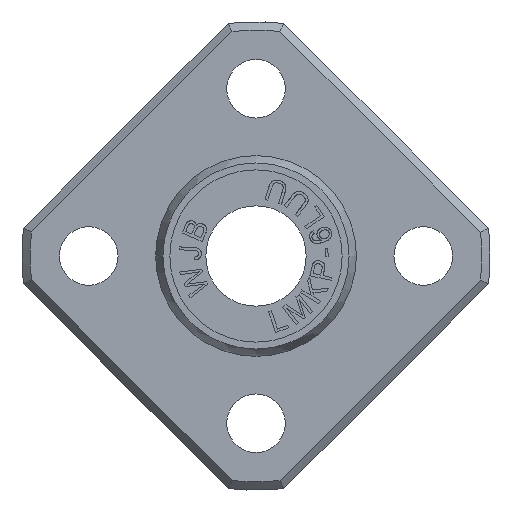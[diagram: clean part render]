
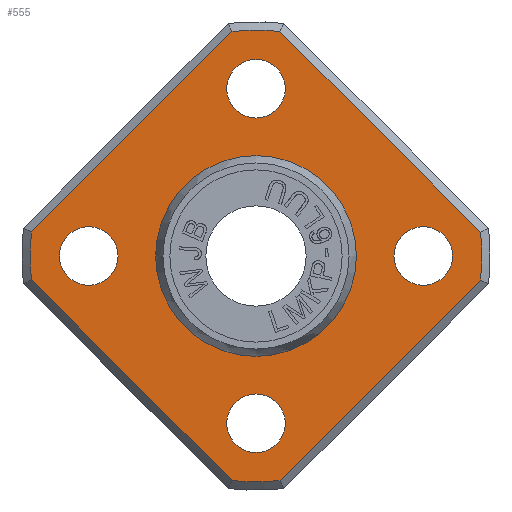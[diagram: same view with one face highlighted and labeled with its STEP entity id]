
A CAD part, left-side view. The second image highlights one B-rep face of the part: STEP entity #555.
In plain terms, the highlighted planar face has unit normal (-1, 0, 0).
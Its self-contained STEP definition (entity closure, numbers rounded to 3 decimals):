
#555=ADVANCED_FACE('',(#1306,#1307,#1308,#1309,#1310,#1311),#931,.T.);
#931=PLANE('',#6881);
#1198=CIRCLE('',#6858,13.5);
#1201=CIRCLE('',#6862,13.5);
#1202=CIRCLE('',#6864,13.5);
#1204=CIRCLE('',#6867,13.5);
#1209=CIRCLE('',#6876,1.75);
#1210=CIRCLE('',#6877,5.809);
#1211=CIRCLE('',#6878,1.75);
#1212=CIRCLE('',#6879,1.75);
#1213=CIRCLE('',#6880,1.75);
#1306=FACE_BOUND('',#1432,.T.);
#1307=FACE_BOUND('',#1433,.T.);
#1308=FACE_BOUND('',#1434,.T.);
#1309=FACE_BOUND('',#1435,.T.);
#1310=FACE_BOUND('',#1436,.T.);
#1311=FACE_BOUND('',#1437,.T.);
#1432=EDGE_LOOP('',(#2566));
#1433=EDGE_LOOP('',(#2567));
#1434=EDGE_LOOP('',(#2568));
#1435=EDGE_LOOP('',(#2569));
#1436=EDGE_LOOP('',(#2570));
#1437=EDGE_LOOP('',(#2571,#2572,#2573,#2574,#2575,#2576,#2577,#2578));
#2566=ORIENTED_EDGE('',*,*,#5077,.F.);
#2567=ORIENTED_EDGE('',*,*,#5078,.T.);
#2568=ORIENTED_EDGE('',*,*,#5079,.F.);
#2569=ORIENTED_EDGE('',*,*,#5080,.F.);
#2570=ORIENTED_EDGE('',*,*,#5081,.F.);
#2571=ORIENTED_EDGE('',*,*,#5058,.T.);
#2572=ORIENTED_EDGE('',*,*,#5082,.T.);
#2573=ORIENTED_EDGE('',*,*,#5052,.T.);
#2574=ORIENTED_EDGE('',*,*,#5083,.T.);
#2575=ORIENTED_EDGE('',*,*,#5060,.T.);
#2576=ORIENTED_EDGE('',*,*,#5084,.T.);
#2577=ORIENTED_EDGE('',*,*,#5064,.T.);
#2578=ORIENTED_EDGE('',*,*,#5085,.T.);
#4420=VERTEX_POINT('',#10046);
#4421=VERTEX_POINT('',#10047);
#4426=VERTEX_POINT('',#10067);
#4427=VERTEX_POINT('',#10069);
#4428=VERTEX_POINT('',#10076);
#4429=VERTEX_POINT('',#10077);
#4432=VERTEX_POINT('',#10091);
#4433=VERTEX_POINT('',#10092);
#4442=VERTEX_POINT('',#10124);
#4443=VERTEX_POINT('',#10126);
#4444=VERTEX_POINT('',#10128);
#4445=VERTEX_POINT('',#10130);
#4446=VERTEX_POINT('',#10132);
#5052=EDGE_CURVE('',#4420,#4421,#1198,.T.);
#5058=EDGE_CURVE('',#4427,#4426,#1201,.T.);
#5060=EDGE_CURVE('',#4428,#4429,#1202,.T.);
#5064=EDGE_CURVE('',#4432,#4433,#1204,.T.);
#5077=EDGE_CURVE('',#4442,#4442,#1209,.T.);
#5078=EDGE_CURVE('',#4443,#4443,#1210,.T.);
#5079=EDGE_CURVE('',#4444,#4444,#1211,.T.);
#5080=EDGE_CURVE('',#4445,#4445,#1212,.T.);
#5081=EDGE_CURVE('',#4446,#4446,#1213,.T.);
#5082=EDGE_CURVE('',#4426,#4420,#5890,.T.);
#5083=EDGE_CURVE('',#4421,#4428,#5891,.T.);
#5084=EDGE_CURVE('',#4429,#4432,#5892,.T.);
#5085=EDGE_CURVE('',#4433,#4427,#5893,.T.);
#5890=LINE('',#10133,#6383);
#5891=LINE('',#10134,#6384);
#5892=LINE('',#10135,#6385);
#5893=LINE('',#10136,#6386);
#6383=VECTOR('',#7501,1.);
#6384=VECTOR('',#7502,1.);
#6385=VECTOR('',#7503,1.);
#6386=VECTOR('',#7504,1.);
#6858=AXIS2_PLACEMENT_3D('',#10045,#7449,#7450);
#6862=AXIS2_PLACEMENT_3D('',#10068,#7457,#7458);
#6864=AXIS2_PLACEMENT_3D('',#10075,#7461,#7462);
#6867=AXIS2_PLACEMENT_3D('',#10090,#7467,#7468);
#6876=AXIS2_PLACEMENT_3D('',#10123,#7491,#7492);
#6877=AXIS2_PLACEMENT_3D('',#10125,#7493,#7494);
#6878=AXIS2_PLACEMENT_3D('',#10127,#7495,#7496);
#6879=AXIS2_PLACEMENT_3D('',#10129,#7497,#7498);
#6880=AXIS2_PLACEMENT_3D('',#10131,#7499,#7500);
#6881=AXIS2_PLACEMENT_3D('',#10137,#7505,#7506);
#7449=DIRECTION('',(-1.,0.,0.));
#7450=DIRECTION('',(0.,0.,1.));
#7457=DIRECTION('',(-1.,0.,0.));
#7458=DIRECTION('',(0.,0.,1.));
#7461=DIRECTION('',(-1.,0.,0.));
#7462=DIRECTION('',(0.,0.,1.));
#7467=DIRECTION('',(-1.,0.,0.));
#7468=DIRECTION('',(0.,0.,1.));
#7491=DIRECTION('',(-1.,0.,0.));
#7492=DIRECTION('',(0.,0.,1.));
#7493=DIRECTION('',(1.,0.,0.));
#7494=DIRECTION('',(0.,0.,-1.));
#7495=DIRECTION('',(-1.,0.,0.));
#7496=DIRECTION('',(0.,0.,1.));
#7497=DIRECTION('',(-1.,0.,0.));
#7498=DIRECTION('',(0.,0.,1.));
#7499=DIRECTION('',(-1.,0.,0.));
#7500=DIRECTION('',(0.,0.,1.));
#7501=DIRECTION('',(0.,-0.707,0.707));
#7502=DIRECTION('',(0.,0.707,0.707));
#7503=DIRECTION('',(0.,0.707,-0.707));
#7504=DIRECTION('',(0.,-0.707,-0.707));
#7505=DIRECTION('',(-1.,0.,0.));
#7506=DIRECTION('',(0.,0.,-1.));
#10045=CARTESIAN_POINT('',(-4.,0.,0.));
#10046=CARTESIAN_POINT('',(-4.,-13.423,-1.437));
#10047=CARTESIAN_POINT('',(-4.,-13.425,1.425));
#10067=CARTESIAN_POINT('',(-4.,-1.437,-13.423));
#10068=CARTESIAN_POINT('',(-4.,0.,0.));
#10069=CARTESIAN_POINT('',(-4.,1.425,-13.425));
#10075=CARTESIAN_POINT('',(-4.,0.,0.));
#10076=CARTESIAN_POINT('',(-4.,-1.425,13.425));
#10077=CARTESIAN_POINT('',(-4.,1.437,13.423));
#10090=CARTESIAN_POINT('',(-4.,0.,0.));
#10091=CARTESIAN_POINT('',(-4.,13.423,1.437));
#10092=CARTESIAN_POINT('',(-4.,13.425,-1.425));
#10123=CARTESIAN_POINT('',(-4.,10.,0.));
#10124=CARTESIAN_POINT('',(-4.,10.,1.75));
#10125=CARTESIAN_POINT('',(-4.,0.,0.));
#10126=CARTESIAN_POINT('',(-4.,0.,-5.809));
#10127=CARTESIAN_POINT('',(-4.,-10.,0.));
#10128=CARTESIAN_POINT('',(-4.,-10.,1.75));
#10129=CARTESIAN_POINT('',(-4.,0.,-10.));
#10130=CARTESIAN_POINT('',(-4.,0.,-8.25));
#10131=CARTESIAN_POINT('',(-4.,0.,10.));
#10132=CARTESIAN_POINT('',(-4.,0.,11.75));
#10133=CARTESIAN_POINT('',(-4.,-12.956,-1.904));
#10134=CARTESIAN_POINT('',(-4.,-1.891,12.959));
#10135=CARTESIAN_POINT('',(-4.,12.956,1.904));
#10136=CARTESIAN_POINT('',(-4.,1.891,-12.959));
#10137=CARTESIAN_POINT('',(-4.,0.,-9.905));
